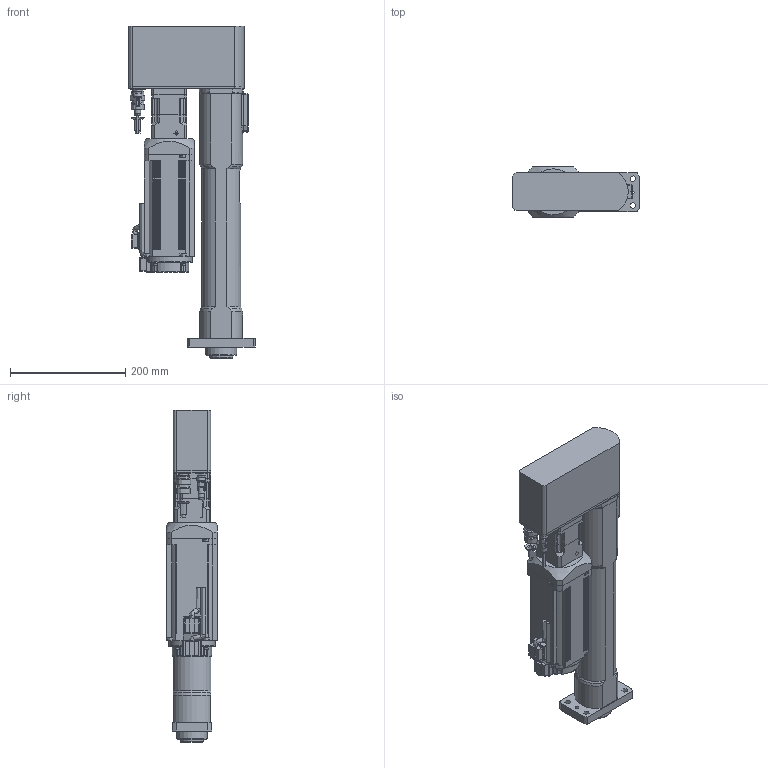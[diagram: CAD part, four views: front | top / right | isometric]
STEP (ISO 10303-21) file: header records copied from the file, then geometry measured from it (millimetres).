
FILE_DESCRIPTION(/* description */ (''),/* implementation_level */ '2;1');
FILE_NAME(/* name */ '',/* time_stamp */ '2023-08-18T15:39:17+09:00',/* author */ ('y-mizuno'),/* organization */ (''),/* preprocessor_version */ 'ST-DEVELOPER v19.2',/* originating_system */ 'Autodesk Inventor 2023',/* authorisation */ '');
FILE_SCHEMA (('CONFIG_CONTROL_DESIGN'));
Length unit declared in the file: millimetre
Products named in the file (1): DPS-101R4J-20PB-CE_OUTLINE_20230818_簡略化_
1
Bounding box: 219 x 87 x 575 mm (x, y, z)
Volume: 4984708 mm3; surface area: 380517 mm2
Topology: 3 solids, 3 shells, 1062 faces, 2666 edges, 1725 vertices
Faces by surface type: plane 566, cylinder 334, cone 65, torus 60, bspline 36, sphere 1
Full cylindrical faces by diameter (mm): 2.459 x2, 3.242 x7, 4 x1, 4.134 x6, 4.5 x6, 5 x5, 5.5 x4, 6 x1, 6.5 x4, 7 x4, 7.5 x4, 8 x10, 8.2 x1, 8.5 x10, 8.7 x1, 9.3 x1, 10 x1, 10.2 x1, 10.5 x1, 10.6 x1, 11 x5, 12 x1, 14 x2, 14.5 x1, 14.7 x1, 18 x1, 20 x1, 20.7 x1, 21.909 x1, 23.5 x1
Entity records: 35645 total; most frequent: CARTESIAN_POINT 8608, DIRECTION 5471, ORIENTED_EDGE 5312, EDGE_CURVE 2656, AXIS2_PLACEMENT_3D 1927, VERTEX_POINT 1725, LINE 1617, VECTOR 1617
